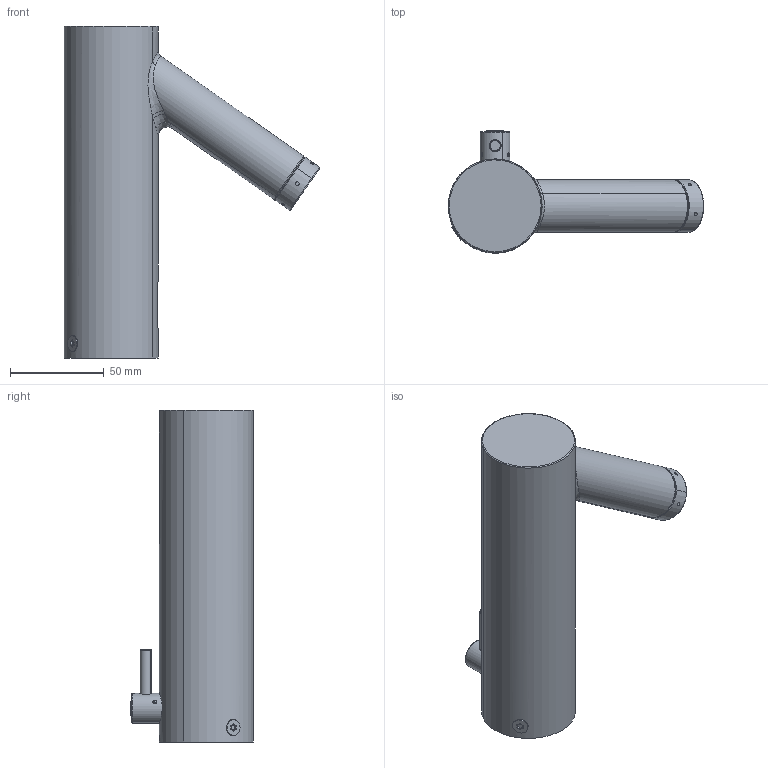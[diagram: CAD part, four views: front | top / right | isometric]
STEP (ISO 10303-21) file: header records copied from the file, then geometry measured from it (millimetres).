
FILE_DESCRIPTION(('CAx-IF Rec.Pracs.---Model Styling and Organization---1.2---2011-12-15','CAx-IF Rec.Pracs.---Geometric and Assembly Validation Properties---4.1---2014-06-16','CAx-IF Rec.Pracs.---PMI Polyline Presentation---2.0---2013-05-24'),'2;1');
FILE_NAME('1000122914_PPR_000.stp','2018-04-06T12:47:05+02:00',(''),(''),'STEP Interface 4.1 by CT CoreTechnologie','3D_Evolution4.1 by CT CoreTechnologie','');
FILE_SCHEMA(('AP203_CONFIGURATION_CONTROLLED_3D_DESIGN_OF_MECHANICAL_PARTS_AND_ASSEMBLIES_MIM_LF'));
Length unit declared in the file: millimetre
Products named in the file (13): P_2 Starck WT Redesgn.Micas_HG Elektr.m. 1000122914_PPR_000_A0; P_2 Starck WT_Redsgn.Micas-HG_Elektr. 1000122905_PPA_000_A0; P_2 Optikfenster KS Talis 1000089397_PPA_000_A0; Senkschraube_ISR_ISO14581-M4x8-A2-KLF 1000116532_PPA_000_A0; P_2 BGR_Steuerhebel_Farbmarkierungen 1000122913_PPR_000_A0; P_2 BGR Steuerhebel WTM E kpl. 1000122912_PPR_000_A0; P_2 Steuerhebel Starck WT Redsgn. m. Mi. 1000122907_PPA_000_A0; P_2 Umstellhebel Starck WT Redsgn. m.Mi. 1000122908_PPA_000_A0; FARBMARKIERUNG KALT BLAU 1000004476_PPA_000_A0; FARBMARKIERUNG HEISS ROT 1000004475_PPA_000_A0; P_2 Deckel Griff  DAPT Focus 1000086603_PPA_000_A0; P_2 Perlatorhuelse Starck M24x1 m. Bo. 1000122906_PPA_000_A0; P_2 SR_STD_SC_ 1000085261_PPA_000_A0
Assembly tree (12 placements, depth 4):
  P_2 Starck WT Redesgn.Micas_HG Elektr.m. 1000122914_PPR_000_A0
    P_2 Starck WT_Redsgn.Micas-HG_Elektr. 1000122905_PPA_000_A0
    P_2 Optikfenster KS Talis 1000089397_PPA_000_A0
    Senkschraube_ISR_ISO14581-M4x8-A2-KLF 1000116532_PPA_000_A0
    P_2 BGR_Steuerhebel_Farbmarkierungen 1000122913_PPR_000_A0
      P_2 BGR Steuerhebel WTM E kpl. 1000122912_PPR_000_A0
        P_2 Steuerhebel Starck WT Redsgn. m. Mi. 1000122907_PPA_000_A0
        P_2 Umstellhebel Starck WT Redsgn. m.Mi. 1000122908_PPA_000_A0
      FARBMARKIERUNG KALT BLAU 1000004476_PPA_000_A0
      FARBMARKIERUNG HEISS ROT 1000004475_PPA_000_A0
    P_2 Deckel Griff  DAPT Focus 1000086603_PPA_000_A0
    P_2 Perlatorhuelse Starck M24x1 m. Bo. 1000122906_PPA_000_A0
    P_2 SR_STD_SC_ 1000085261_PPA_000_A0
Bounding box: 136.19 x 65.29 x 177 mm (x, y, z)
Volume: 409109.7 mm3; surface area: 47651.6 mm2
Topology: 10 solids, 10 shells, 959 faces, 2564 edges, 1623 vertices
Faces by surface type: plane 458, cylinder 357, bspline 144
Entity records: 46196 total; most frequent: CARTESIAN_POINT 11093, ORIENTED_EDGE 5102, DIRECTION 5038, EDGE_CURVE 2551, AXIS2_PLACEMENT_3D 1761, VERTEX_POINT 1623, VECTOR 1516, LINE 1516
